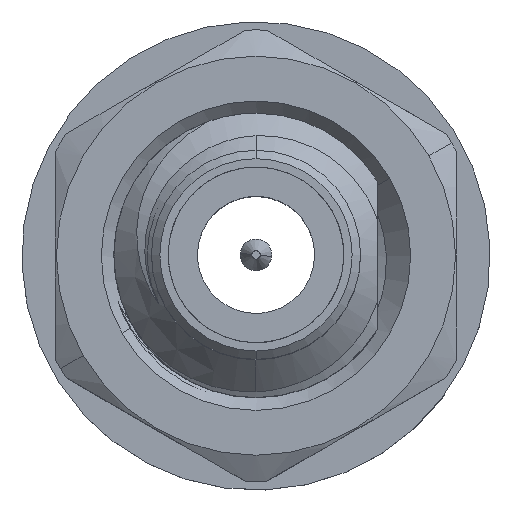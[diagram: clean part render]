
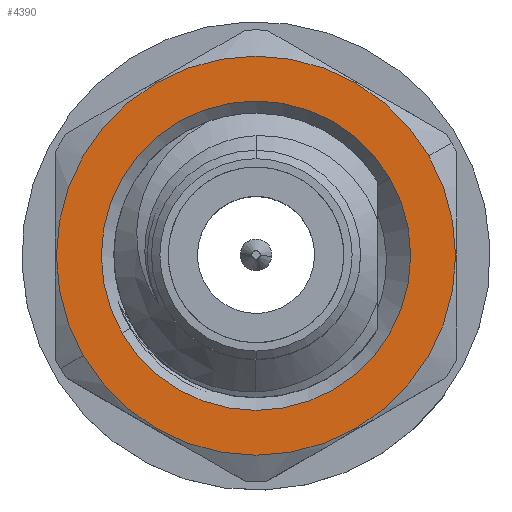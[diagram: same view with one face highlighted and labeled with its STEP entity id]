
A CAD part, top view. The second image highlights one B-rep face of the part: STEP entity #4390.
In plain terms, the highlighted planar face has unit normal (0, 0, 1).
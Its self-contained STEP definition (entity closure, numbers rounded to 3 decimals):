
#78 = DIRECTION ( 'NONE',  ( 0.866, 0.5, 0. ) ) ;
#357 = PLANE ( 'NONE',  #3735 ) ;
#615 = CARTESIAN_POINT ( 'NONE',  ( 0., 0., 10.85 ) ) ;
#1109 = CARTESIAN_POINT ( 'NONE',  ( -1.602, -0.925, 10.85 ) ) ;
#1355 = CIRCLE ( 'NONE', #6150, 1.85 ) ;
#2007 = AXIS2_PLACEMENT_3D ( 'NONE', #3640, #2323, #7406 ) ;
#2030 = EDGE_CURVE ( 'NONE', #4300, #5943, #5279, .T. ) ;
#2111 = ORIENTED_EDGE ( 'NONE', *, *, #7228, .T. ) ;
#2323 = DIRECTION ( 'NONE',  ( 0., 0., -1. ) ) ;
#2736 = DIRECTION ( 'NONE',  ( 0., 0., 1. ) ) ;
#2914 = FACE_BOUND ( 'NONE', #3966, .T. ) ;
#3216 = DIRECTION ( 'NONE',  ( 0.866, 0.5, 0. ) ) ;
#3227 = DIRECTION ( 'NONE',  ( 0., 0., 1. ) ) ;
#3640 = CARTESIAN_POINT ( 'NONE',  ( 0., 0., 10.85 ) ) ;
#3695 = EDGE_LOOP ( 'NONE', ( #6233, #2111 ) ) ;
#3735 = AXIS2_PLACEMENT_3D ( 'NONE', #615, #6475, #3216 ) ;
#3966 = EDGE_LOOP ( 'NONE', ( #7284, #6394 ) ) ;
#4300 = VERTEX_POINT ( 'NONE', #8131 ) ;
#4334 = FACE_OUTER_BOUND ( 'NONE', #3695, .T. ) ;
#4390 = ADVANCED_FACE ( 'NONE', ( #2914, #4334 ), #357, .T. ) ;
#4579 = CARTESIAN_POINT ( 'NONE',  ( 0., 0., 10.85 ) ) ;
#4956 = CARTESIAN_POINT ( 'NONE',  ( 2.066, 1.193, 10.85 ) ) ;
#5257 = DIRECTION ( 'NONE',  ( 0., 0., -1. ) ) ;
#5279 = CIRCLE ( 'NONE', #5706, 2.386 ) ;
#5403 = AXIS2_PLACEMENT_3D ( 'NONE', #4579, #2736, #78 ) ;
#5706 = AXIS2_PLACEMENT_3D ( 'NONE', #6489, #3227, #5892 ) ;
#5718 = CIRCLE ( 'NONE', #2007, 1.85 ) ;
#5866 = CARTESIAN_POINT ( 'NONE',  ( 1.602, 0.925, 10.85 ) ) ;
#5892 = DIRECTION ( 'NONE',  ( 0.866, 0.5, 0. ) ) ;
#5943 = VERTEX_POINT ( 'NONE', #4956 ) ;
#6096 = EDGE_CURVE ( 'NONE', #7908, #6110, #1355, .T. ) ;
#6110 = VERTEX_POINT ( 'NONE', #5866 ) ;
#6150 = AXIS2_PLACEMENT_3D ( 'NONE', #8368, #5257, #7731 ) ;
#6233 = ORIENTED_EDGE ( 'NONE', *, *, #2030, .T. ) ;
#6394 = ORIENTED_EDGE ( 'NONE', *, *, #6096, .T. ) ;
#6475 = DIRECTION ( 'NONE',  ( 0., 0., 1. ) ) ;
#6489 = CARTESIAN_POINT ( 'NONE',  ( 0., 0., 10.85 ) ) ;
#7030 = EDGE_CURVE ( 'NONE', #6110, #7908, #5718, .T. ) ;
#7228 = EDGE_CURVE ( 'NONE', #5943, #4300, #8244, .T. ) ;
#7284 = ORIENTED_EDGE ( 'NONE', *, *, #7030, .T. ) ;
#7406 = DIRECTION ( 'NONE',  ( 0.866, 0.5, 0. ) ) ;
#7731 = DIRECTION ( 'NONE',  ( 0.866, 0.5, 0. ) ) ;
#7908 = VERTEX_POINT ( 'NONE', #1109 ) ;
#8131 = CARTESIAN_POINT ( 'NONE',  ( -2.066, -1.193, 10.85 ) ) ;
#8244 = CIRCLE ( 'NONE', #5403, 2.386 ) ;
#8368 = CARTESIAN_POINT ( 'NONE',  ( 0., 0., 10.85 ) ) ;
